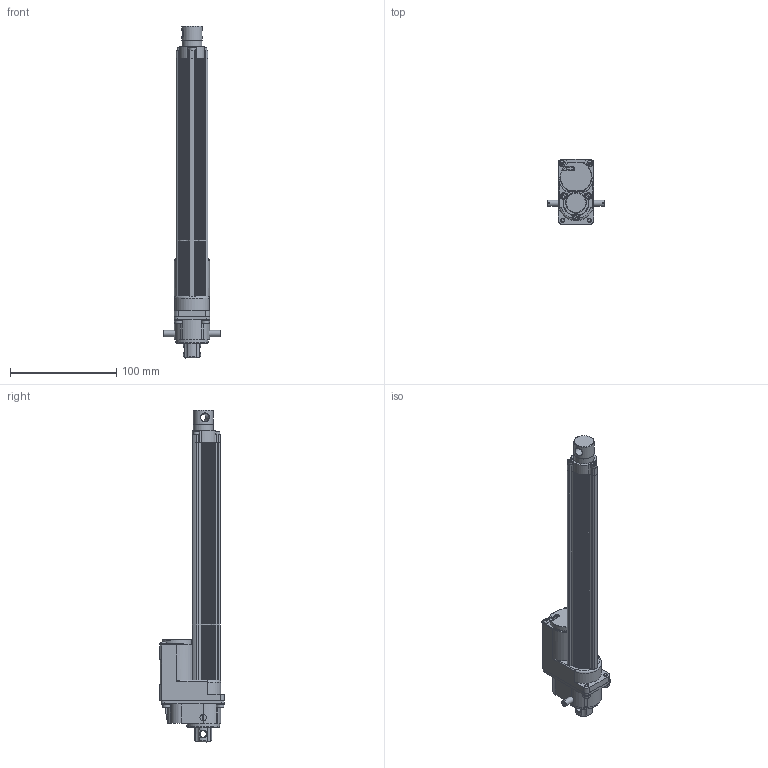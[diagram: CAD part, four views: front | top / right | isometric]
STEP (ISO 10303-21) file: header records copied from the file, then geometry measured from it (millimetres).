
FILE_DESCRIPTION((''),'2;1');
FILE_NAME('telescopicocsa200.stp','2013-03-18T15:20:46',('vboero'),(''),'Autodesk Inventor 2013','Autodesk Inventor 2013','');
FILE_SCHEMA(('AUTOMOTIVE_DESIGN { 1 0 10303 214 1 1 1 1 }'));
Length unit declared in the file: millimetre
Products named in the file (20): telescopicocsa200; DIN 7984 M4 x 10; DIN 7984 M4 x 8; AS 1968 4; cappuccio; ISO 7380 M3 x 6; motoreass; motore; anello flusso; corpo lavorato telescopico; Tubo telescopico L.223; tubo telescopico interno; mozzoposteriore; vite passo3diam8.8; flangia lavorata; mozzoanteriore; Viti forgiate a testa piana svasata ed esagono incassato - Metriche M4x8; pernobasculante; chiusura; DIN 912 - sostituito da DIN EN ISO 4762 M3 x 12
Assembly tree (31 placements, depth 3):
  telescopicocsa200
    DIN 7984 M4 x 10  x2
    DIN 7984 M4 x 8  x2
    AS 1968 4  x4
    cappuccio
    ISO 7380 M3 x 6  x2
    motoreass
      motore
      anello flusso
    corpo lavorato telescopico
    Tubo telescopico L.223
    tubo telescopico interno
    mozzoposteriore
    vite passo3diam8.8
    flangia lavorata
    mozzoanteriore
    Viti forgiate a testa piana svasata ed esagono incassato - Metriche M4x8  x4
    pernobasculante  x2
    chiusura
    DIN 912 - sostituito da DIN EN ISO 4762 M3 x 12  x3
Bounding box: 53 x 61 x 312 mm (x, y, z)
Volume: 159305.8 mm3; surface area: 140455.6 mm2
Topology: 30 solids, 30 shells, 841 faces, 2179 edges, 1424 vertices
Faces by surface type: cylinder 412, plane 342, cone 45, torus 30, bspline 10, sphere 2
Full cylindrical faces by diameter (mm): 2.3 x2, 2.459 x2, 2.8 x2, 3 x8, 3.1 x3, 3.2 x3, 3.242 x12, 4 x9, 4.2 x8, 5 x6, 5.5 x3, 5.7 x2, 5.8 x1, 6 x3, 6.1 x1, 7 x4, 7.8 x4, 8.1 x1, 9.6 x1, 10 x2, 10.1 x1, 12 x2, 18 x1, 18.8 x1, 19 x1, 19.5 x1, 20 x1, 27.8 x1, 31 x1
Entity records: 30375 total; most frequent: CARTESIAN_POINT 12157, DIRECTION 3933, ORIENTED_EDGE 3464, EDGE_CURVE 1732, AXIS2_PLACEMENT_3D 1567, VERTEX_POINT 1197, EDGE_LOOP 903, CIRCLE 817
